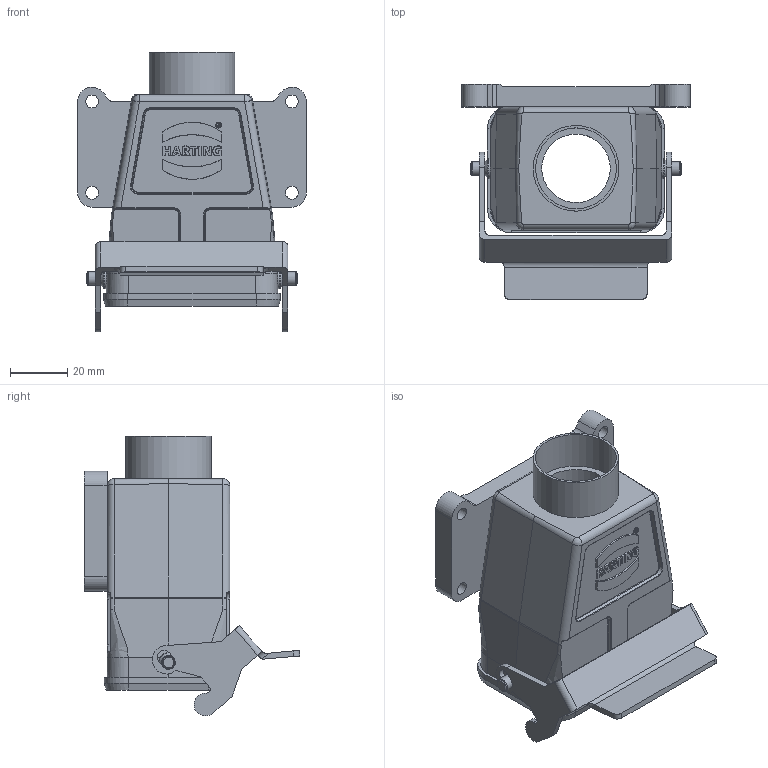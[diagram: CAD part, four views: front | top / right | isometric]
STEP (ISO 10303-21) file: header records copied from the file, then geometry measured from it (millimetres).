
FILE_DESCRIPTION((''),'2;1');
FILE_NAME('04300060757.stp','2020-07-07T15:22:16',('e.eickhoff'),(''),'Autodesk Inventor 2012','Autodesk Inventor 2012','');
FILE_SCHEMA(('AUTOMOTIVE_DESIGN { 1 0 10303 214 1 1 1 1 }'));
Length unit declared in the file: millimetre
Products named in the file (3): 04300060757; Metallbügel 1
Assembly tree (2 placements, depth 2):
  04300060757
    04300060757
    Metallbügel 1
Bounding box: 80 x 75.45 x 98.01 mm (x, y, z)
Volume: 72008 mm3; surface area: 48721.3 mm2
Topology: 2 solids, 3 shells, 758 faces, 2081 edges, 1544 vertices
Faces by surface type: plane 300, cylinder 237, bspline 88, torus 58, cone 51, sphere 24
Full cylindrical faces by diameter (mm): 3 x4, 4 x8, 4.5 x7, 4.8 x2, 7 x2, 8 x3, 9 x3, 24 x1, 26.78 x1, 28.3 x2, 30 x1
Entity records: 27823 total; most frequent: CARTESIAN_POINT 8501, DIRECTION 3782, ORIENTED_EDGE 3504, EDGE_CURVE 1752, AXIS2_PLACEMENT_3D 1360, VERTEX_POINT 1102, VECTOR 1062, LINE 1062
